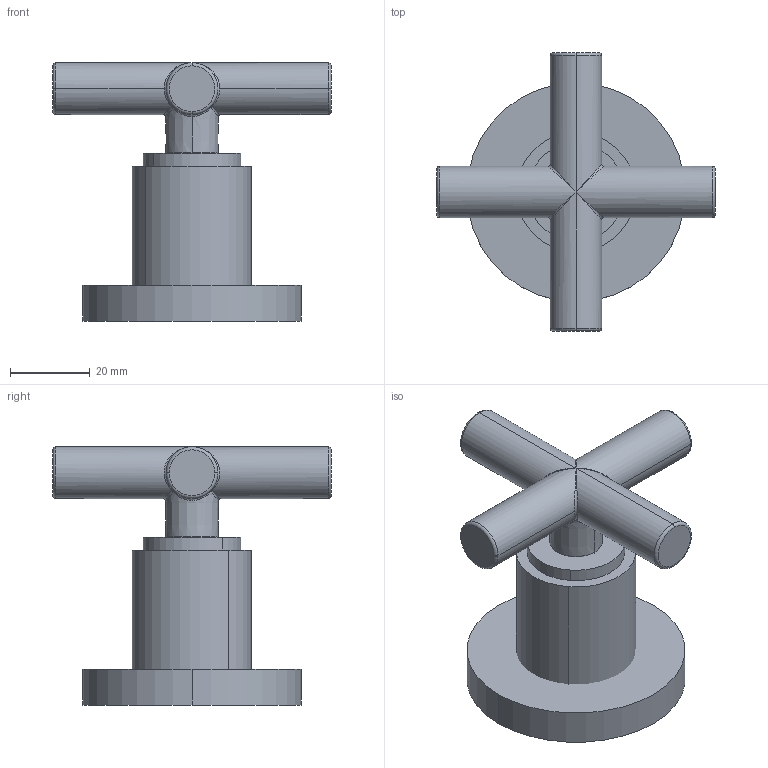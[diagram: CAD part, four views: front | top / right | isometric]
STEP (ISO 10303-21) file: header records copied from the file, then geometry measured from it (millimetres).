
FILE_DESCRIPTION (( 'STEP AP203' ), '1' );
FILE_NAME ('36607892-00.STEP', '2019-09-16T08:32:49', ( '' ), ( '' ), 'SwSTEP 2.0', 'SolidWorks 2017', '' );
FILE_SCHEMA (( 'CONFIG_CONTROL_DESIGN' ));
Length unit declared in the file: millimetre
Products named in the file (4): Planungsmodell_Griff-+-83.905.930-02_ _K5_30x36_24,5x3,2; Planungsmodell_Rohr_gerade-+-28.568.780-10_ _K3_55x9; Planungsmodell_Griff-+-09.20.89.003-01_ _K2; 36607892-00
Assembly tree (3 placements, depth 2):
  36607892-00
    Planungsmodell_Rohr_gerade-+-28.568.780-10_ _K3_55x9
    Planungsmodell_Griff-+-83.905.930-02_ _K5_30x36_24,5x3,2
    Planungsmodell_Griff-+-09.20.89.003-01_ _K2
Bounding box: 70 x 70 x 64.95 mm (x, y, z)
Volume: 68171.9 mm3; surface area: 17694.6 mm2
Topology: 3 solids, 3 shells, 48 faces, 98 edges, 53 vertices
Faces by surface type: cylinder 16, plane 10, torus 8, bspline 8, sphere 4, cone 2
Entity records: 2340 total; most frequent: CARTESIAN_POINT 1001, DIRECTION 214, ORIENTED_EDGE 188, AXIS2_PLACEMENT_3D 98, EDGE_CURVE 94, VERTEX_POINT 53, CIRCLE 52, EDGE_LOOP 49
